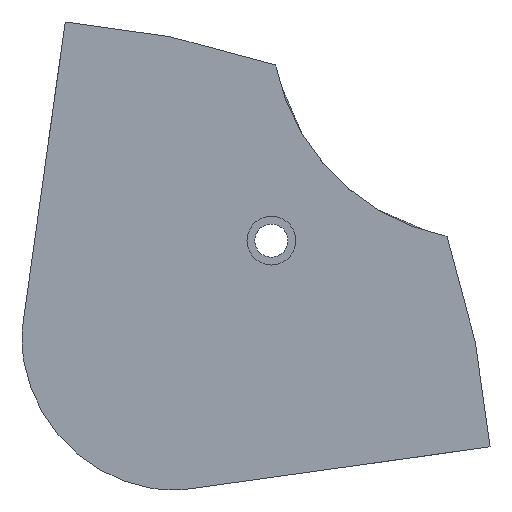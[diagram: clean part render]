
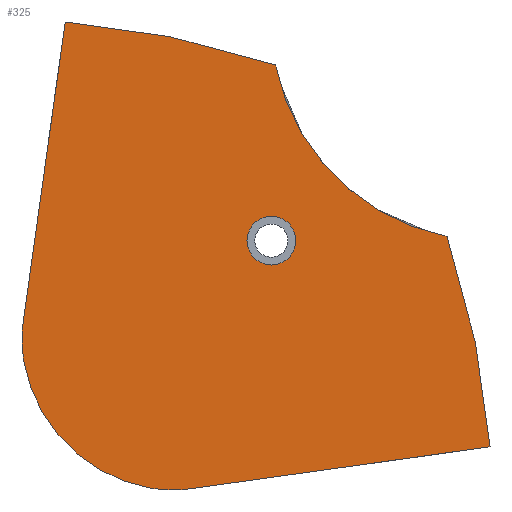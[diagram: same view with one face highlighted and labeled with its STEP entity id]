
A CAD part, front view. The second image highlights one B-rep face of the part: STEP entity #325.
In plain terms, the highlighted planar face has unit normal (0, -1, 0).
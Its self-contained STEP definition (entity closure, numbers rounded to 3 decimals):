
#25=LINE('',#523,#56);
#26=LINE('',#525,#57);
#27=LINE('',#527,#58);
#28=LINE('',#535,#59);
#29=LINE('',#537,#60);
#30=LINE('',#539,#61);
#56=VECTOR('',#422,17.527);
#57=VECTOR('',#423,16.917);
#58=VECTOR('',#424,48.556);
#59=VECTOR('',#431,48.556);
#60=VECTOR('',#432,16.917);
#61=VECTOR('',#433,17.527);
#86=FACE_BOUND('',#112,.T.);
#92=FACE_OUTER_BOUND('',#111,.T.);
#111=EDGE_LOOP('',(#237,#238,#239,#240,#241,#242,#243,#244,#245,#246));
#112=EDGE_LOOP('',(#247));
#129=CIRCLE('',#357,3.9);
#135=CIRCLE('',#366,20.);
#136=CIRCLE('',#367,25.);
#137=CIRCLE('',#368,20.);
#138=CIRCLE('',#369,35.);
#142=VERTEX_POINT('',#492);
#154=VERTEX_POINT('',#521);
#155=VERTEX_POINT('',#522);
#156=VERTEX_POINT('',#524);
#157=VERTEX_POINT('',#526);
#158=VERTEX_POINT('',#528);
#159=VERTEX_POINT('',#530);
#160=VERTEX_POINT('',#532);
#161=VERTEX_POINT('',#534);
#162=VERTEX_POINT('',#536);
#163=VERTEX_POINT('',#538);
#174=EDGE_CURVE('',#142,#142,#129,.T.);
#187=EDGE_CURVE('',#154,#155,#25,.T.);
#188=EDGE_CURVE('',#155,#156,#26,.T.);
#189=EDGE_CURVE('',#157,#156,#27,.T.);
#190=EDGE_CURVE('',#157,#158,#135,.F.);
#191=EDGE_CURVE('',#158,#159,#136,.F.);
#192=EDGE_CURVE('',#159,#160,#137,.F.);
#193=EDGE_CURVE('',#161,#160,#28,.T.);
#194=EDGE_CURVE('',#162,#161,#29,.T.);
#195=EDGE_CURVE('',#162,#163,#30,.T.);
#196=EDGE_CURVE('',#163,#154,#138,.T.);
#237=ORIENTED_EDGE('',*,*,#187,.T.);
#238=ORIENTED_EDGE('',*,*,#188,.T.);
#239=ORIENTED_EDGE('',*,*,#189,.F.);
#240=ORIENTED_EDGE('',*,*,#190,.T.);
#241=ORIENTED_EDGE('',*,*,#191,.T.);
#242=ORIENTED_EDGE('',*,*,#192,.T.);
#243=ORIENTED_EDGE('',*,*,#193,.F.);
#244=ORIENTED_EDGE('',*,*,#194,.F.);
#245=ORIENTED_EDGE('',*,*,#195,.T.);
#246=ORIENTED_EDGE('',*,*,#196,.T.);
#247=ORIENTED_EDGE('',*,*,#174,.F.);
#311=PLANE('',#365);
#325=ADVANCED_FACE('',(#92,#86),#311,.F.);
#357=AXIS2_PLACEMENT_3D('',#494,#397,#398);
#365=AXIS2_PLACEMENT_3D('',#520,#420,#421);
#366=AXIS2_PLACEMENT_3D('',#529,#425,#426);
#367=AXIS2_PLACEMENT_3D('',#531,#427,#428);
#368=AXIS2_PLACEMENT_3D('',#533,#429,#430);
#369=AXIS2_PLACEMENT_3D('',#540,#434,#435);
#397=DIRECTION('center_axis',(0.,-1.,0.));
#398=DIRECTION('ref_axis',(1.,0.,0.));
#420=DIRECTION('center_axis',(0.,1.,0.));
#421=DIRECTION('ref_axis',(0.,0.,1.));
#422=DIRECTION('',(-0.966,0.,0.259));
#423=DIRECTION('',(-0.99,0.,0.139));
#424=DIRECTION('',(0.139,0.,0.99));
#425=DIRECTION('center_axis',(0.,1.,0.));
#426=DIRECTION('ref_axis',(0.,0.,1.));
#427=DIRECTION('center_axis',(0.,1.,0.));
#428=DIRECTION('ref_axis',(0.,0.,1.));
#429=DIRECTION('center_axis',(0.,1.,0.));
#430=DIRECTION('ref_axis',(0.,0.,1.));
#431=DIRECTION('',(-0.99,0.,-0.139));
#432=DIRECTION('',(0.139,0.,-0.99));
#433=DIRECTION('',(-0.259,0.,0.966));
#434=DIRECTION('center_axis',(0.,1.,0.));
#435=DIRECTION('ref_axis',(0.,0.,1.));
#492=CARTESIAN_POINT('',(36.1,0.,-35.));
#494=CARTESIAN_POINT('Origin',(40.,0.,-35.));
#520=CARTESIAN_POINT('Origin',(0.,0.,0.));
#521=CARTESIAN_POINT('',(40.683,0.,-6.882));
#522=CARTESIAN_POINT('',(23.753,0.,-2.345));
#523=CARTESIAN_POINT('',(40.683,0.,-6.882));
#524=CARTESIAN_POINT('',(7.,0.,0.));
#525=CARTESIAN_POINT('',(23.753,0.,-2.345));
#526=CARTESIAN_POINT('',(0.268,0.,-48.087));
#527=CARTESIAN_POINT('',(0.268,0.,-48.087));
#528=CARTESIAN_POINT('',(0.373,0.,-54.302));
#529=CARTESIAN_POINT('Origin',(20.075,0.,-50.86));
#530=CARTESIAN_POINT('',(20.698,0.,-74.627));
#531=CARTESIAN_POINT('Origin',(25.,0.,-50.));
#532=CARTESIAN_POINT('',(26.913,0.,-74.732));
#533=CARTESIAN_POINT('Origin',(24.14,0.,-54.925));
#534=CARTESIAN_POINT('',(75.,0.,-68.));
#535=CARTESIAN_POINT('',(75.,0.,-68.));
#536=CARTESIAN_POINT('',(72.655,0.,-51.247));
#537=CARTESIAN_POINT('',(72.655,0.,-51.247));
#538=CARTESIAN_POINT('',(68.118,0.,-34.317));
#539=CARTESIAN_POINT('',(72.655,0.,-51.247));
#540=CARTESIAN_POINT('Origin',(75.,0.,0.));
